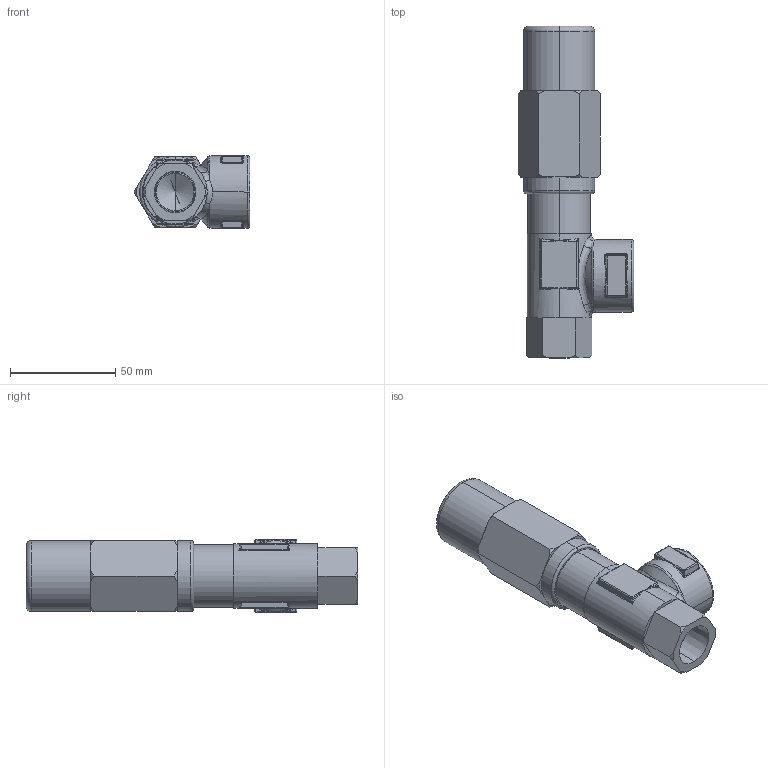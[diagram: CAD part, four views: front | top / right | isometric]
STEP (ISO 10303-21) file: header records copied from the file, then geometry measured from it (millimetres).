
FILE_DESCRIPTION (( 'STEP AP214' ), '1' );
FILE_NAME ('7595.STEP', '2010-08-25T21:32:17', ( 'Steve Larson' ), ( 'Diversified Dynamics' ), 'SwSTEP 2.0', 'SolidWorks 2010', '' );
FILE_SCHEMA (( 'AUTOMOTIVE_DESIGN' ));
Length unit declared in the file: inch
Products named in the file (1): 7595
Bounding box: 55.06 x 157.99 x 34.8 mm (x, y, z)
Volume: 132907 mm3; surface area: 24320.2 mm2
Topology: 1 solids, 1 shells, 278 faces, 648 edges, 352 vertices
Faces by surface type: bspline 90, plane 71, cylinder 65, cone 28, sphere 16, torus 8
Entity records: 18636 total; most frequent: CARTESIAN_POINT 9431, ORIENTED_EDGE 1240, DIRECTION 1018, EDGE_CURVE 620, AXIS2_PLACEMENT_3D 417, VERTEX_POINT 352, EDGE_LOOP 286, UNCERTAINTY_MEASURE_WITH_UNIT 281
